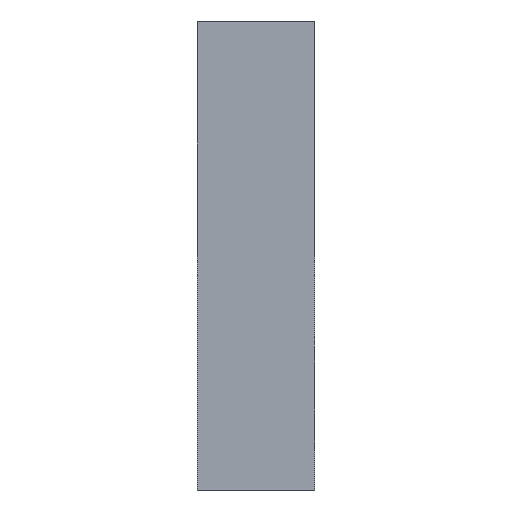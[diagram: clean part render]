
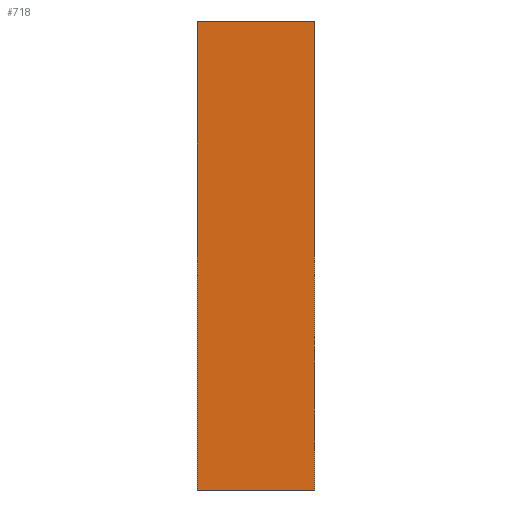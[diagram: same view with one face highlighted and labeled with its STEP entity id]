
A CAD part, left-side view. The second image highlights one B-rep face of the part: STEP entity #718.
In plain terms, the highlighted face is planar.
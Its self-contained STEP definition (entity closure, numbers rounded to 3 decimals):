
#29 = CARTESIAN_POINT ( 'NONE',  ( 85., -15., 30. ) ) ;
#40 = EDGE_CURVE ( 'NONE', #1388, #1648, #1053, .T. ) ;
#176 = LINE ( 'NONE', #1110, #1434 ) ;
#190 = PLANE ( 'NONE',  #203 ) ;
#203 = AXIS2_PLACEMENT_3D ( 'NONE', #589, #1409, #1426 ) ;
#243 = LINE ( 'NONE', #1034, #1348 ) ;
#321 = LINE ( 'NONE', #886, #426 ) ;
#426 = VECTOR ( 'NONE', #1020, 1000. ) ;
#502 = CARTESIAN_POINT ( 'NONE',  ( 85., 0., 30. ) ) ;
#589 = CARTESIAN_POINT ( 'NONE',  ( 85., 0., -30. ) ) ;
#718 = ADVANCED_FACE ( 'NONE', ( #723 ), #190, .F. ) ;
#723 = FACE_OUTER_BOUND ( 'NONE', #1230, .T. ) ;
#788 = CARTESIAN_POINT ( 'NONE',  ( 85., 0., -30. ) ) ;
#886 = CARTESIAN_POINT ( 'NONE',  ( 85., 0., -30. ) ) ;
#897 = DIRECTION ( 'NONE',  ( 0., 0., -1. ) ) ;
#901 = CARTESIAN_POINT ( 'NONE',  ( 85., -15., -30. ) ) ;
#1000 = ORIENTED_EDGE ( 'NONE', *, *, #1728, .T. ) ;
#1013 = VERTEX_POINT ( 'NONE', #901 ) ;
#1020 = DIRECTION ( 'NONE',  ( 0., -1., 0. ) ) ;
#1034 = CARTESIAN_POINT ( 'NONE',  ( 85., 0., 30. ) ) ;
#1053 = LINE ( 'NONE', #788, #1154 ) ;
#1110 = CARTESIAN_POINT ( 'NONE',  ( 85., -15., -30. ) ) ;
#1154 = VECTOR ( 'NONE', #897, 1000. ) ;
#1230 = EDGE_LOOP ( 'NONE', ( #1000, #1669, #1246, #1287 ) ) ;
#1246 = ORIENTED_EDGE ( 'NONE', *, *, #40, .F. ) ;
#1255 = EDGE_CURVE ( 'NONE', #1648, #1013, #321, .T. ) ;
#1272 = DIRECTION ( 'NONE',  ( 0., 0., -1. ) ) ;
#1287 = ORIENTED_EDGE ( 'NONE', *, *, #1369, .T. ) ;
#1348 = VECTOR ( 'NONE', #1574, 1000. ) ;
#1369 = EDGE_CURVE ( 'NONE', #1388, #1559, #243, .T. ) ;
#1388 = VERTEX_POINT ( 'NONE', #502 ) ;
#1389 = CARTESIAN_POINT ( 'NONE',  ( 85., 0., -30. ) ) ;
#1409 = DIRECTION ( 'NONE',  ( -1., 0., 0. ) ) ;
#1426 = DIRECTION ( 'NONE',  ( 0., 0., 1. ) ) ;
#1434 = VECTOR ( 'NONE', #1272, 1000. ) ;
#1559 = VERTEX_POINT ( 'NONE', #29 ) ;
#1574 = DIRECTION ( 'NONE',  ( 0., -1., 0. ) ) ;
#1648 = VERTEX_POINT ( 'NONE', #1389 ) ;
#1669 = ORIENTED_EDGE ( 'NONE', *, *, #1255, .F. ) ;
#1728 = EDGE_CURVE ( 'NONE', #1559, #1013, #176, .T. ) ;
